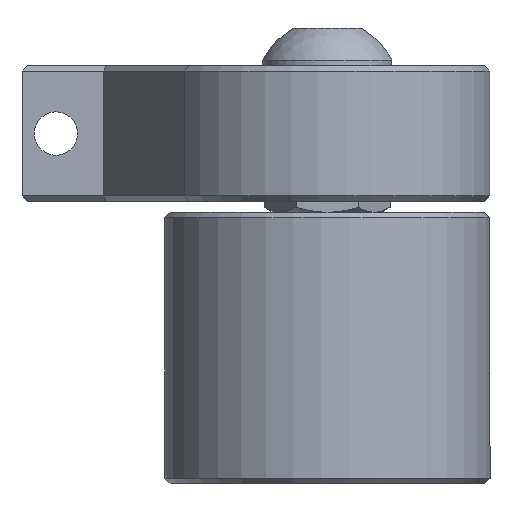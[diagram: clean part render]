
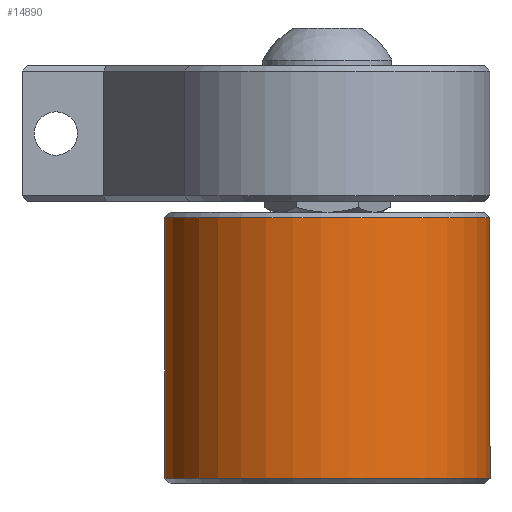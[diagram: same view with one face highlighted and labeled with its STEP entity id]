
A CAD part, left-side view. The second image highlights one B-rep face of the part: STEP entity #14890.
In plain terms, the highlighted cylindrical face has radius 12 mm (diameter 24 mm), a partial arc.
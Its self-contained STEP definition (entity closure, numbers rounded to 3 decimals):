
#11=ELLIPSE('',#16290,20.921,12.);
#12=ELLIPSE('',#16291,20.921,12.);
#1932=LINE('',#27162,#2460);
#2460=VECTOR('',#18843,10.);
#2887=CYLINDRICAL_SURFACE('',#16289,12.);
#3394=FACE_OUTER_BOUND('',#4349,.T.);
#4349=EDGE_LOOP('',(#11309,#11310,#11311,#11312,#11313));
#5334=CIRCLE('',#16283,12.);
#5336=CIRCLE('',#16292,12.);
#6372=VERTEX_POINT('',#27121);
#6373=VERTEX_POINT('',#27122);
#6382=VERTEX_POINT('',#27156);
#6383=VERTEX_POINT('',#27158);
#6384=VERTEX_POINT('',#27160);
#8182=EDGE_CURVE('',#6372,#6373,#5334,.T.);
#8197=EDGE_CURVE('',#6382,#6373,#11,.T.);
#8198=EDGE_CURVE('',#6383,#6382,#12,.T.);
#8199=EDGE_CURVE('',#6383,#6384,#5336,.T.);
#8200=EDGE_CURVE('',#6384,#6372,#1932,.T.);
#11309=ORIENTED_EDGE('',*,*,#8182,.T.);
#11310=ORIENTED_EDGE('',*,*,#8197,.F.);
#11311=ORIENTED_EDGE('',*,*,#8198,.F.);
#11312=ORIENTED_EDGE('',*,*,#8199,.T.);
#11313=ORIENTED_EDGE('',*,*,#8200,.T.);
#14890=ADVANCED_FACE('',(#3394),#2887,.T.);
#16283=AXIS2_PLACEMENT_3D('',#27123,#18812,#18813);
#16289=AXIS2_PLACEMENT_3D('',#27155,#18835,#18836);
#16290=AXIS2_PLACEMENT_3D('',#27157,#18837,#18838);
#16291=AXIS2_PLACEMENT_3D('',#27159,#18839,#18840);
#16292=AXIS2_PLACEMENT_3D('',#27161,#18841,#18842);
#18812=DIRECTION('center_axis',(0.,0.,1.));
#18813=DIRECTION('ref_axis',(-1.,0.,0.));
#18835=DIRECTION('center_axis',(0.,0.,1.));
#18836=DIRECTION('ref_axis',(-0.954,-0.3,0.));
#18837=DIRECTION('center_axis',(0.,0.819,0.574));
#18838=DIRECTION('ref_axis',(0.,0.574,-0.819));
#18839=DIRECTION('center_axis',(0.,0.819,
-0.574));
#18840=DIRECTION('ref_axis',(0.,0.574,0.819));
#18841=DIRECTION('center_axis',(0.,0.,-1.));
#18842=DIRECTION('ref_axis',(-1.,0.,0.));
#18843=DIRECTION('',(0.,0.,-1.));
#27121=CARTESIAN_POINT('',(9.367,7.5,-45.6));
#27122=CARTESIAN_POINT('',(11.975,-0.78,-45.6));
#27123=CARTESIAN_POINT('Origin',(0.,0.,-45.6));
#27155=CARTESIAN_POINT('Origin',(0.,0.,-26.));
#27156=CARTESIAN_POINT('',(9.366,-7.502,-36.));
#27157=CARTESIAN_POINT('Origin',(0.,0.,-46.714));
#27158=CARTESIAN_POINT('',(11.975,-0.78,-26.4));
#27159=CARTESIAN_POINT('Origin',(0.,0.,-25.286));
#27160=CARTESIAN_POINT('',(9.367,7.5,-26.4));
#27161=CARTESIAN_POINT('Origin',(0.,0.,-26.4));
#27162=CARTESIAN_POINT('',(9.367,7.5,-26.));
